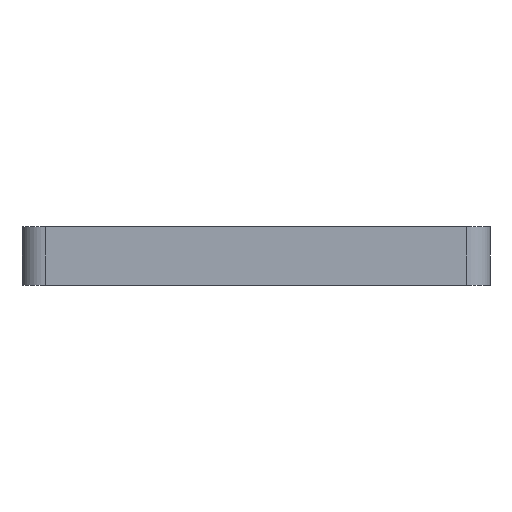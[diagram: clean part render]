
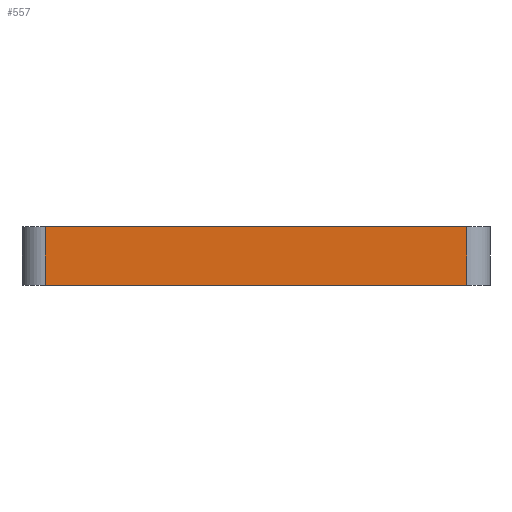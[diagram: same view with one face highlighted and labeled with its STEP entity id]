
A CAD part, left-side view. The second image highlights one B-rep face of the part: STEP entity #557.
In plain terms, the highlighted planar face has unit normal (-1, 0, 0).
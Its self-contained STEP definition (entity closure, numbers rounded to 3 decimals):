
#28 = EDGE_CURVE ( 'NONE', #241, #589, #668, .T. ) ;
#39 = ORIENTED_EDGE ( 'NONE', *, *, #28, .T. ) ;
#88 = DIRECTION ( 'NONE',  ( 0., -1., 0. ) ) ;
#107 = EDGE_CURVE ( 'NONE', #292, #325, #215, .T. ) ;
#126 = DIRECTION ( 'NONE',  ( 0., 0., 1. ) ) ;
#171 = FACE_OUTER_BOUND ( 'NONE', #226, .T. ) ;
#175 = CARTESIAN_POINT ( 'NONE',  ( -150., 20., 5. ) ) ;
#183 = DIRECTION ( 'NONE',  ( 0., 0., -1. ) ) ;
#215 = LINE ( 'NONE', #514, #766 ) ;
#218 = VECTOR ( 'NONE', #403, 1000. ) ;
#226 = EDGE_LOOP ( 'NONE', ( #562, #555, #573, #39 ) ) ;
#240 = CARTESIAN_POINT ( 'NONE',  ( -150., 20., 5. ) ) ;
#241 = VERTEX_POINT ( 'NONE', #378 ) ;
#276 = VECTOR ( 'NONE', #183, 1000. ) ;
#292 = VERTEX_POINT ( 'NONE', #851 ) ;
#325 = VERTEX_POINT ( 'NONE', #441 ) ;
#330 = CARTESIAN_POINT ( 'NONE',  ( -150., 18., 0. ) ) ;
#345 = CARTESIAN_POINT ( 'NONE',  ( -150., 18., 5. ) ) ;
#378 = CARTESIAN_POINT ( 'NONE',  ( -150., 18., 5. ) ) ;
#403 = DIRECTION ( 'NONE',  ( 0., -1., 0. ) ) ;
#441 = CARTESIAN_POINT ( 'NONE',  ( -150., -18., 5. ) ) ;
#471 = CARTESIAN_POINT ( 'NONE',  ( -150., 20., 0. ) ) ;
#483 = VECTOR ( 'NONE', #88, 1000. ) ;
#514 = CARTESIAN_POINT ( 'NONE',  ( -150., -18., 5. ) ) ;
#555 = ORIENTED_EDGE ( 'NONE', *, *, #107, .T. ) ;
#557 = ADVANCED_FACE ( 'NONE', ( #171 ), #711, .F. ) ;
#562 = ORIENTED_EDGE ( 'NONE', *, *, #577, .T. ) ;
#564 = AXIS2_PLACEMENT_3D ( 'NONE', #240, #721, #946 ) ;
#573 = ORIENTED_EDGE ( 'NONE', *, *, #594, .F. ) ;
#577 = EDGE_CURVE ( 'NONE', #589, #292, #635, .T. ) ;
#589 = VERTEX_POINT ( 'NONE', #330 ) ;
#594 = EDGE_CURVE ( 'NONE', #241, #325, #608, .T. ) ;
#608 = LINE ( 'NONE', #175, #218 ) ;
#635 = LINE ( 'NONE', #471, #483 ) ;
#668 = LINE ( 'NONE', #345, #276 ) ;
#711 = PLANE ( 'NONE',  #564 ) ;
#721 = DIRECTION ( 'NONE',  ( 1., 0., 0. ) ) ;
#766 = VECTOR ( 'NONE', #126, 1000. ) ;
#851 = CARTESIAN_POINT ( 'NONE',  ( -150., -18., 0. ) ) ;
#946 = DIRECTION ( 'NONE',  ( 0., 1., 0. ) ) ;
